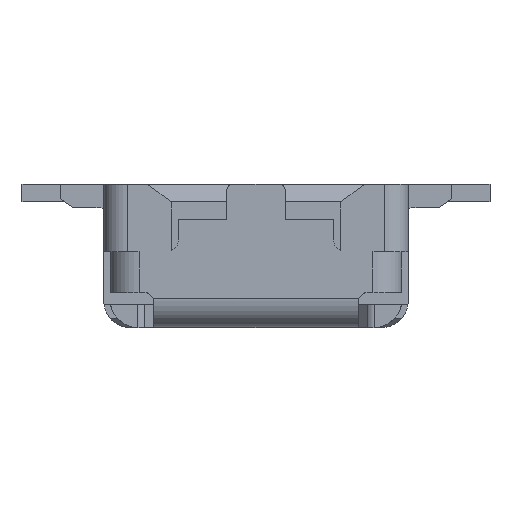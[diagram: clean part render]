
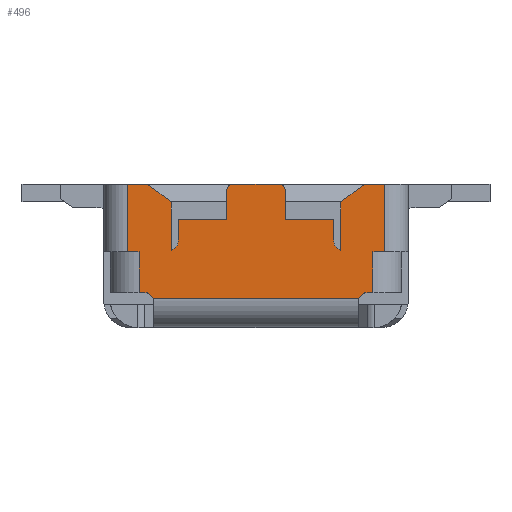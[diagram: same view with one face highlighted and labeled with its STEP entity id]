
A CAD part, left-side view. The second image highlights one B-rep face of the part: STEP entity #496.
In plain terms, the highlighted planar face has unit normal (-1, 0, 0).
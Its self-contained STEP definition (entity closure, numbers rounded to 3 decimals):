
#169=CIRCLE('',#7490,0.02);
#172=CIRCLE('',#7495,0.02);
#216=CIRCLE('',#7583,0.03);
#219=CIRCLE('',#7590,0.04);
#220=CIRCLE('',#7598,0.04);
#244=CIRCLE('',#7659,0.03);
#496=ADVANCED_FACE('',(#1165),#837,.F.);
#837=PLANE('',#7708);
#1165=FACE_OUTER_BOUND('',#1545,.T.);
#1545=EDGE_LOOP('',(#4140,#4141,#4142,#4143,#4144,#4145,#4146,#4147,#4148,
#4149,#4150,#4151,#4152,#4153,#4154,#4155,#4156,#4157,#4158,#4159,#4160,
#4161,#4162,#4163,#4164,#4165,#4166,#4167));
#1821=LINE('',#10183,#2673);
#1917=LINE('',#10491,#2769);
#1920=LINE('',#10525,#2772);
#1921=LINE('',#10529,#2773);
#1925=LINE('',#10539,#2777);
#1927=LINE('',#10545,#2779);
#1929=LINE('',#10549,#2781);
#1931=LINE('',#10553,#2783);
#1932=LINE('',#10555,#2784);
#1934=LINE('',#10559,#2786);
#1937=LINE('',#10565,#2789);
#1939=LINE('',#10571,#2791);
#1941=LINE('',#10575,#2793);
#1996=LINE('',#10764,#2848);
#1998=LINE('',#10770,#2850);
#2000=LINE('',#10776,#2852);
#2082=LINE('',#10974,#2934);
#2086=LINE('',#10982,#2938);
#2087=LINE('',#10984,#2939);
#2088=LINE('',#10986,#2940);
#2089=LINE('',#10987,#2941);
#2090=LINE('',#10989,#2942);
#2673=VECTOR('',#8124,1.);
#2769=VECTOR('',#8394,1.);
#2772=VECTOR('',#8407,1.);
#2773=VECTOR('',#8412,1.);
#2777=VECTOR('',#8420,1.);
#2779=VECTOR('',#8428,1.);
#2781=VECTOR('',#8432,1.);
#2783=VECTOR('',#8436,1.);
#2784=VECTOR('',#8439,1.);
#2786=VECTOR('',#8443,1.);
#2789=VECTOR('',#8448,1.);
#2791=VECTOR('',#8456,1.);
#2793=VECTOR('',#8460,1.);
#2848=VECTOR('',#8637,1.);
#2850=VECTOR('',#8643,1.);
#2852=VECTOR('',#8649,1.);
#2934=VECTOR('',#8809,1.);
#2938=VECTOR('',#8817,1.);
#2939=VECTOR('',#8820,1.);
#2940=VECTOR('',#8821,1.);
#2941=VECTOR('',#8822,1.);
#2942=VECTOR('',#8823,1.);
#4140=ORIENTED_EDGE('',*,*,#6583,.F.);
#4141=ORIENTED_EDGE('',*,*,#6581,.T.);
#4142=ORIENTED_EDGE('',*,*,#6580,.T.);
#4143=ORIENTED_EDGE('',*,*,#6577,.T.);
#4144=ORIENTED_EDGE('',*,*,#6575,.F.);
#4145=ORIENTED_EDGE('',*,*,#6413,.T.);
#4146=ORIENTED_EDGE('',*,*,#6410,.T.);
#4147=ORIENTED_EDGE('',*,*,#6405,.F.);
#4148=ORIENTED_EDGE('',*,*,#6574,.F.);
#4149=ORIENTED_EDGE('',*,*,#6572,.T.);
#4150=ORIENTED_EDGE('',*,*,#6570,.T.);
#4151=ORIENTED_EDGE('',*,*,#6568,.T.);
#4152=ORIENTED_EDGE('',*,*,#6567,.F.);
#4153=ORIENTED_EDGE('',*,*,#6771,.F.);
#4154=ORIENTED_EDGE('',*,*,#6772,.T.);
#4155=ORIENTED_EDGE('',*,*,#6773,.F.);
#4156=ORIENTED_EDGE('',*,*,#6585,.F.);
#4157=ORIENTED_EDGE('',*,*,#6562,.T.);
#4158=ORIENTED_EDGE('',*,*,#6560,.F.);
#4159=ORIENTED_EDGE('',*,*,#6557,.T.);
#4160=ORIENTED_EDGE('',*,*,#6552,.F.);
#4161=ORIENTED_EDGE('',*,*,#6665,.T.);
#4162=ORIENTED_EDGE('',*,*,#6668,.F.);
#4163=ORIENTED_EDGE('',*,*,#6671,.T.);
#4164=ORIENTED_EDGE('',*,*,#6674,.F.);
#4165=ORIENTED_EDGE('',*,*,#6774,.F.);
#4166=ORIENTED_EDGE('',*,*,#6775,.T.);
#4167=ORIENTED_EDGE('',*,*,#6767,.F.);
#5697=VERTEX_POINT('',#10172);
#5698=VERTEX_POINT('',#10174);
#5701=VERTEX_POINT('',#10181);
#5702=VERTEX_POINT('',#10186);
#5801=VERTEX_POINT('',#10492);
#5802=VERTEX_POINT('',#10493);
#5805=VERTEX_POINT('',#10520);
#5807=VERTEX_POINT('',#10526);
#5808=VERTEX_POINT('',#10530);
#5810=VERTEX_POINT('',#10536);
#5811=VERTEX_POINT('',#10538);
#5812=VERTEX_POINT('',#10542);
#5813=VERTEX_POINT('',#10546);
#5814=VERTEX_POINT('',#10550);
#5815=VERTEX_POINT('',#10556);
#5816=VERTEX_POINT('',#10560);
#5817=VERTEX_POINT('',#10564);
#5818=VERTEX_POINT('',#10568);
#5819=VERTEX_POINT('',#10572);
#5820=VERTEX_POINT('',#10576);
#5864=VERTEX_POINT('',#10757);
#5866=VERTEX_POINT('',#10763);
#5868=VERTEX_POINT('',#10769);
#5870=VERTEX_POINT('',#10775);
#5947=VERTEX_POINT('',#10972);
#5949=VERTEX_POINT('',#10981);
#5950=VERTEX_POINT('',#10985);
#5951=VERTEX_POINT('',#10988);
#6405=EDGE_CURVE('',#5697,#5698,#169,.T.);
#6410=EDGE_CURVE('',#5701,#5698,#1821,.T.);
#6413=EDGE_CURVE('',#5702,#5701,#172,.T.);
#6552=EDGE_CURVE('',#5801,#5802,#1917,.T.);
#6557=EDGE_CURVE('',#5805,#5802,#216,.T.);
#6560=EDGE_CURVE('',#5805,#5807,#1920,.T.);
#6562=EDGE_CURVE('',#5808,#5807,#1921,.T.);
#6567=EDGE_CURVE('',#5811,#5810,#1925,.T.);
#6568=EDGE_CURVE('',#5812,#5810,#219,.T.);
#6570=EDGE_CURVE('',#5813,#5812,#1927,.T.);
#6572=EDGE_CURVE('',#5814,#5813,#1929,.T.);
#6574=EDGE_CURVE('',#5814,#5697,#1931,.T.);
#6575=EDGE_CURVE('',#5702,#5815,#1932,.T.);
#6577=EDGE_CURVE('',#5816,#5815,#1934,.T.);
#6580=EDGE_CURVE('',#5817,#5816,#1937,.T.);
#6581=EDGE_CURVE('',#5818,#5817,#220,.T.);
#6583=EDGE_CURVE('',#5818,#5819,#1939,.T.);
#6585=EDGE_CURVE('',#5808,#5820,#1941,.T.);
#6665=EDGE_CURVE('',#5801,#5864,#244,.T.);
#6668=EDGE_CURVE('',#5866,#5864,#1996,.T.);
#6671=EDGE_CURVE('',#5866,#5868,#1998,.T.);
#6674=EDGE_CURVE('',#5870,#5868,#2000,.T.);
#6767=EDGE_CURVE('',#5819,#5947,#2082,.T.);
#6771=EDGE_CURVE('',#5949,#5811,#2086,.T.);
#6772=EDGE_CURVE('',#5949,#5950,#2087,.T.);
#6773=EDGE_CURVE('',#5820,#5950,#2088,.T.);
#6774=EDGE_CURVE('',#5951,#5870,#2089,.T.);
#6775=EDGE_CURVE('',#5951,#5947,#2090,.T.);
#7490=AXIS2_PLACEMENT_3D('',#10173,#8115,#8116);
#7495=AXIS2_PLACEMENT_3D('',#10189,#8130,#8131);
#7583=AXIS2_PLACEMENT_3D('',#10519,#8401,#8402);
#7590=AXIS2_PLACEMENT_3D('',#10541,#8423,#8424);
#7598=AXIS2_PLACEMENT_3D('',#10567,#8451,#8452);
#7659=AXIS2_PLACEMENT_3D('',#10758,#8630,#8631);
#7708=AXIS2_PLACEMENT_3D('',#10990,#8824,#8825);
#8115=DIRECTION('',(1.,0.,0.));
#8116=DIRECTION('',(0.,1.,0.));
#8124=DIRECTION('',(0.,1.,0.));
#8130=DIRECTION('',(-1.,0.,0.));
#8131=DIRECTION('',(0.,1.,0.));
#8394=DIRECTION('',(0.,1.,0.));
#8401=DIRECTION('',(1.,0.,0.));
#8402=DIRECTION('',(0.,-1.,0.));
#8407=DIRECTION('',(0.,1.,0.));
#8412=DIRECTION('',(0.,0.,-1.));
#8420=DIRECTION('',(0.,0.,-1.));
#8423=DIRECTION('',(1.,0.,0.));
#8424=DIRECTION('',(0.,-1.,0.));
#8428=DIRECTION('',(0.,0.,-1.));
#8432=DIRECTION('',(0.,1.,0.));
#8436=DIRECTION('',(0.,0.,1.));
#8439=DIRECTION('',(0.,0.,-1.));
#8443=DIRECTION('',(0.,1.,0.));
#8448=DIRECTION('',(0.,0.,1.));
#8451=DIRECTION('',(1.,0.,0.));
#8452=DIRECTION('',(0.,1.,0.));
#8456=DIRECTION('',(0.,0.,1.));
#8460=DIRECTION('',(0.,1.,0.));
#8630=DIRECTION('',(1.,0.,0.));
#8631=DIRECTION('',(0.,1.,0.));
#8637=DIRECTION('',(0.,1.,0.));
#8643=DIRECTION('',(0.,0.,1.));
#8649=DIRECTION('',(0.,1.,0.));
#8809=DIRECTION('',(0.,-0.8,0.6));
#8817=DIRECTION('',(0.,-0.8,-0.6));
#8820=DIRECTION('',(0.,1.,0.));
#8821=DIRECTION('',(0.,0.,1.));
#8822=DIRECTION('',(0.,0.,-1.));
#8823=DIRECTION('',(0.,1.,0.));
#8824=DIRECTION('',(1.,0.,0.));
#8825=DIRECTION('',(0.,0.,1.));
#10172=CARTESIAN_POINT('',(-4.16,1.05,0.58));
#10173=CARTESIAN_POINT('',(-4.16,1.03,0.58));
#10174=CARTESIAN_POINT('',(-4.16,1.03,0.6));
#10181=CARTESIAN_POINT('',(-4.16,0.87,0.6));
#10183=CARTESIAN_POINT('',(-4.16,0.97,0.6));
#10186=CARTESIAN_POINT('',(-4.16,0.85,0.58));
#10189=CARTESIAN_POINT('',(-4.16,0.87,0.58));
#10491=CARTESIAN_POINT('',(-4.16,0.95,0.21));
#10492=CARTESIAN_POINT('',(-4.16,0.598,0.21));
#10493=CARTESIAN_POINT('',(-4.16,1.302,0.21));
#10519=CARTESIAN_POINT('',(-4.16,1.33,0.2));
#10520=CARTESIAN_POINT('',(-4.16,1.33,0.23));
#10525=CARTESIAN_POINT('',(-4.16,0.95,0.23));
#10526=CARTESIAN_POINT('',(-4.16,1.35,0.23));
#10529=CARTESIAN_POINT('',(-4.16,1.35,-0.1));
#10530=CARTESIAN_POINT('',(-4.16,1.35,0.37));
#10536=CARTESIAN_POINT('',(-4.16,1.24,0.373));
#10538=CARTESIAN_POINT('',(-4.16,1.24,0.54));
#10539=CARTESIAN_POINT('',(-4.16,1.24,0.));
#10541=CARTESIAN_POINT('',(-4.16,1.255,0.41));
#10542=CARTESIAN_POINT('',(-4.16,1.215,0.41));
#10545=CARTESIAN_POINT('',(-4.16,1.215,-0.1));
#10546=CARTESIAN_POINT('',(-4.16,1.215,0.48));
#10549=CARTESIAN_POINT('',(-4.16,0.95,0.48));
#10550=CARTESIAN_POINT('',(-4.16,1.05,0.48));
#10553=CARTESIAN_POINT('',(-4.16,1.05,0.6));
#10555=CARTESIAN_POINT('',(-4.16,0.85,0.6));
#10556=CARTESIAN_POINT('',(-4.16,0.85,0.48));
#10559=CARTESIAN_POINT('',(-4.16,0.95,0.48));
#10560=CARTESIAN_POINT('',(-4.16,0.685,0.48));
#10564=CARTESIAN_POINT('',(-4.16,0.685,0.41));
#10565=CARTESIAN_POINT('',(-4.16,0.685,-0.1));
#10567=CARTESIAN_POINT('',(-4.16,0.645,0.41));
#10568=CARTESIAN_POINT('',(-4.16,0.66,0.373));
#10571=CARTESIAN_POINT('',(-4.16,0.66,0.));
#10572=CARTESIAN_POINT('',(-4.16,0.66,0.54));
#10575=CARTESIAN_POINT('',(-4.16,0.95,0.37));
#10576=CARTESIAN_POINT('',(-4.16,1.39,0.37));
#10757=CARTESIAN_POINT('',(-4.16,0.57,0.23));
#10758=CARTESIAN_POINT('',(-4.16,0.57,0.2));
#10763=CARTESIAN_POINT('',(-4.16,0.55,0.23));
#10764=CARTESIAN_POINT('',(-4.16,0.95,0.23));
#10769=CARTESIAN_POINT('',(-4.16,0.55,0.37));
#10770=CARTESIAN_POINT('',(-4.16,0.55,-0.1));
#10775=CARTESIAN_POINT('',(-4.16,0.51,0.37));
#10776=CARTESIAN_POINT('',(-4.16,0.95,0.37));
#10972=CARTESIAN_POINT('',(-4.16,0.58,0.6));
#10974=CARTESIAN_POINT('',(-4.16,0.95,0.322));
#10981=CARTESIAN_POINT('',(-4.16,1.32,0.6));
#10982=CARTESIAN_POINT('',(-4.16,0.95,0.322));
#10984=CARTESIAN_POINT('',(-4.16,0.95,0.6));
#10985=CARTESIAN_POINT('',(-4.16,1.39,0.6));
#10986=CARTESIAN_POINT('',(-4.16,1.39,0.));
#10987=CARTESIAN_POINT('',(-4.16,0.51,0.));
#10988=CARTESIAN_POINT('',(-4.16,0.51,0.6));
#10989=CARTESIAN_POINT('',(-4.16,0.95,0.6));
#10990=CARTESIAN_POINT('',(-4.16,0.77,0.45));
